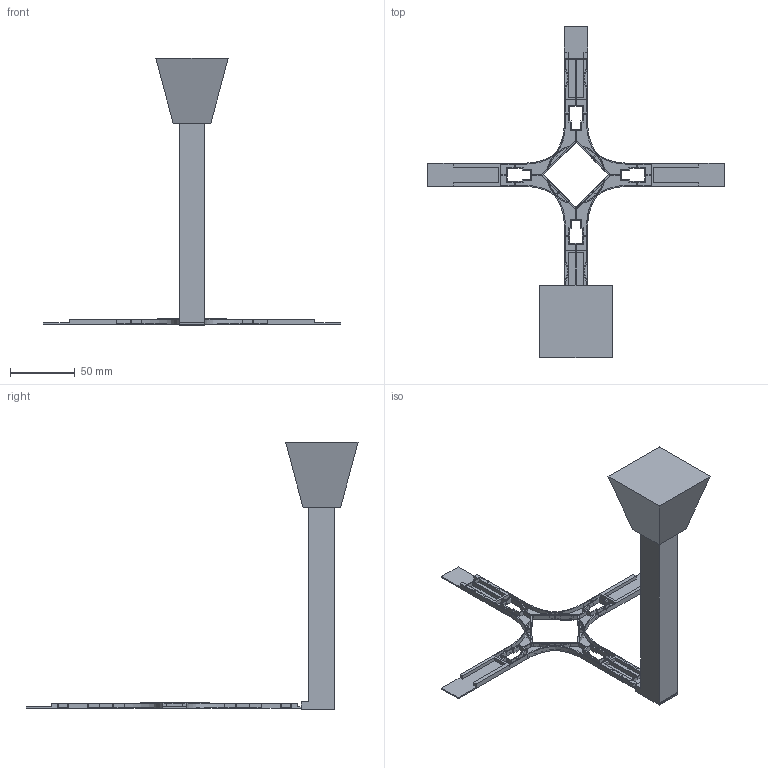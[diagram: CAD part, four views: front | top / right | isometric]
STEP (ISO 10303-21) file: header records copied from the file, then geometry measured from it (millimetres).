
FILE_DESCRIPTION(/* description */ (''),/* implementation_level */ '2;1');
FILE_NAME(/* name */ 'Stand_for_4arm v1.step',/* time_stamp */ '2023-11-16T12:48:22+01:00',/* author */ (''),/* organization */ (''),/* preprocessor_version */ 'ST-DEVELOPER v20',/* originating_system */ 'Autodesk Translation Framework v12.14.0.127',/* authorisation */ '');
FILE_SCHEMA (('AUTOMOTIVE_DESIGN { 1 0 10303 214 3 1 1 }'));
Length unit declared in the file: millimetre
Products named in the file (1): Stand_for_4arm
Bounding box: 229.2 x 256.1 x 206 mm (x, y, z)
Volume: 149693.5 mm3; surface area: 63933.4 mm2
Topology: 5 solids, 5 shells, 495 faces, 1406 edges, 937 vertices
Faces by surface type: plane 423, cylinder 72
Entity records: 15952 total; most frequent: CARTESIAN_POINT 2839, ORIENTED_EDGE 2812, DIRECTION 2550, EDGE_CURVE 1406, LINE 1254, VECTOR 1254, VERTEX_POINT 937, AXIS2_PLACEMENT_3D 648
